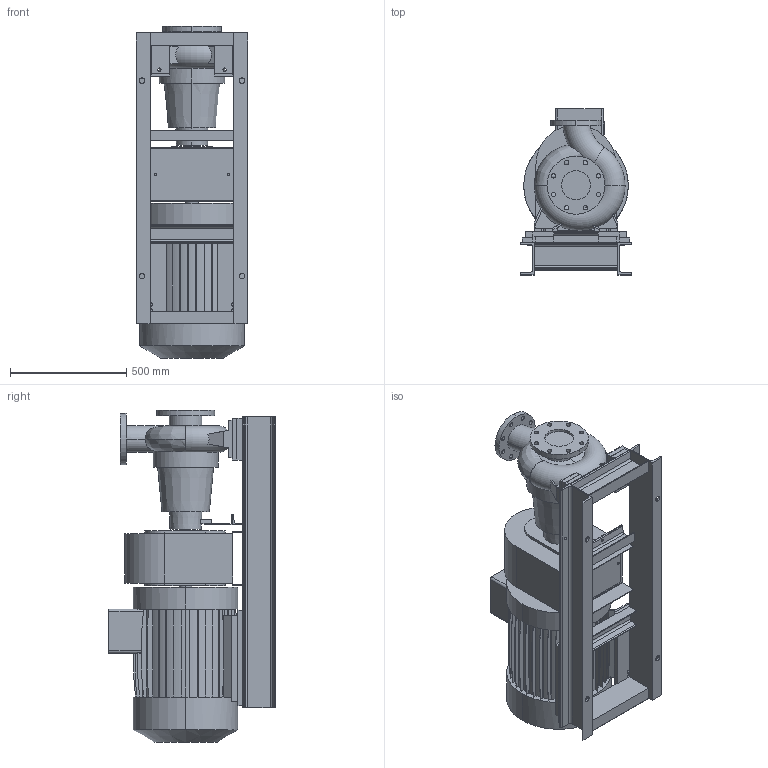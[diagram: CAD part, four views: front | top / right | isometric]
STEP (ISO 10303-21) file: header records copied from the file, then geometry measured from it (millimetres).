
FILE_DESCRIPTION (( 'STEP AP203' ), '1' );
FILE_NAME ('10018148swa00.step', '2023-07-07T12:06:57', ( '' ), ( '' ), 'SwSTEP 2.0', 'SolidWorks 2020', '' );
FILE_SCHEMA (( 'CONFIG_CONTROL_DESIGN' ));
Length unit declared in the file: millimetre
Products named in the file (5): 10018097swp00_MCG 25 N 100-200 225 M2; 10018148swa00; 10018072swp00_225M 2; 10017783swp00_100-200; 90.328.05swp02_LAVORATO<A macchina>
Assembly tree (4 placements, depth 2):
  10018148swa00
    10017783swp00_100-200
    10018097swp00_MCG 25 N 100-200 225 M2
    10018072swp00_225M 2
    90.328.05swp02_LAVORATO<A macchina>
Bounding box: 480 x 715 x 1427 mm (x, y, z)
Volume: 169968323.8 mm3; surface area: 6034915.9 mm2
Topology: 20 solids, 20 shells, 682 faces, 1862 edges, 1236 vertices
Faces by surface type: plane 475, cylinder 192, cone 8, torus 5, bspline 2
Entity records: 23685 total; most frequent: CARTESIAN_POINT 5510, ORIENTED_EDGE 3724, DIRECTION 3563, EDGE_CURVE 1862, LINE 1395, VECTOR 1395, VERTEX_POINT 1236, AXIS2_PLACEMENT_3D 1084
